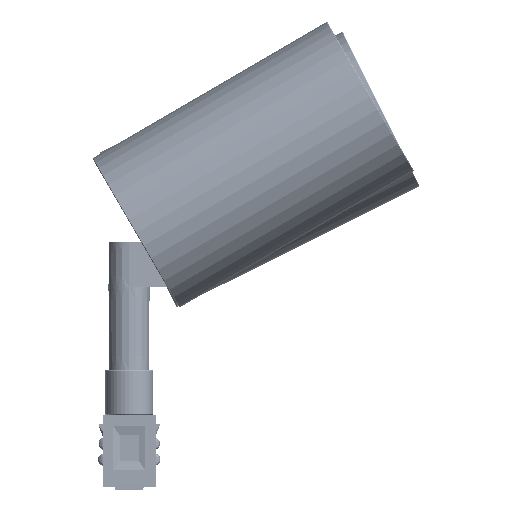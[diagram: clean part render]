
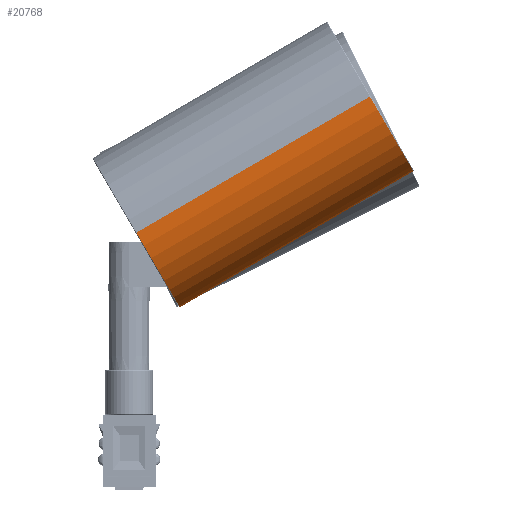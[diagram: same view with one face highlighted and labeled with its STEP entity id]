
A CAD part, left-side view. The second image highlights one B-rep face of the part: STEP entity #20768.
In plain terms, the highlighted cylindrical face has radius 27 mm (diameter 54 mm), a partial arc.
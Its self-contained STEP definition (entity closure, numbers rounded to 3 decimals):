
#3361 = EDGE_CURVE ( 'NONE', #15475, #33804, #88894, .T. ) ;
#6401 = ORIENTED_EDGE ( 'NONE', *, *, #54218, .T. ) ;
#13362 = DIRECTION ( 'NONE',  ( 0., 0., -1. ) ) ;
#14211 = ORIENTED_EDGE ( 'NONE', *, *, #95881, .T. ) ;
#15475 = VERTEX_POINT ( 'NONE', #93909 ) ;
#19122 = DIRECTION ( 'NONE',  ( 0., 0., -1. ) ) ;
#19658 = CARTESIAN_POINT ( 'NONE',  ( -27., 0., -113.945 ) ) ;
#20768 = ADVANCED_FACE ( 'NONE', ( #110859 ), #84404, .T. ) ;
#22193 = AXIS2_PLACEMENT_3D ( 'NONE', #128170, #96936, #47771 ) ;
#23605 = EDGE_LOOP ( 'NONE', ( #62474, #6401, #14211, #43926 ) ) ;
#25636 = EDGE_CURVE ( 'NONE', #91056, #33804, #108157, .T. ) ;
#27826 = CARTESIAN_POINT ( 'NONE',  ( 0., 0., -113.945 ) ) ;
#33194 = LINE ( 'NONE', #19658, #68975 ) ;
#33804 = VERTEX_POINT ( 'NONE', #77987 ) ;
#41963 = CARTESIAN_POINT ( 'NONE',  ( -27., 0., -84.8 ) ) ;
#43477 = DIRECTION ( 'NONE',  ( -1., 0., 0. ) ) ;
#43926 = ORIENTED_EDGE ( 'NONE', *, *, #25636, .T. ) ;
#44397 = AXIS2_PLACEMENT_3D ( 'NONE', #83034, #73505, #43477 ) ;
#47771 = DIRECTION ( 'NONE',  ( 1., 0., 0. ) ) ;
#48873 = CARTESIAN_POINT ( 'NONE',  ( -27., 0., -0.2 ) ) ;
#51768 = VERTEX_POINT ( 'NONE', #48873 ) ;
#54218 = EDGE_CURVE ( 'NONE', #15475, #51768, #94621, .T. ) ;
#62474 = ORIENTED_EDGE ( 'NONE', *, *, #3361, .F. ) ;
#68975 = VECTOR ( 'NONE', #108374, 1000. ) ;
#73505 = DIRECTION ( 'NONE',  ( 0., 0., -1. ) ) ;
#77987 = CARTESIAN_POINT ( 'NONE',  ( 27., 0., -84.8 ) ) ;
#83034 = CARTESIAN_POINT ( 'NONE',  ( 0., 0., -0.2 ) ) ;
#84404 = CYLINDRICAL_SURFACE ( 'NONE', #128475, 27. ) ;
#88894 = LINE ( 'NONE', #94185, #104511 ) ;
#91056 = VERTEX_POINT ( 'NONE', #41963 ) ;
#93909 = CARTESIAN_POINT ( 'NONE',  ( 27., 0., -0.2 ) ) ;
#94185 = CARTESIAN_POINT ( 'NONE',  ( 27., 0., -113.945 ) ) ;
#94621 = CIRCLE ( 'NONE', #44397, 27. ) ;
#95881 = EDGE_CURVE ( 'NONE', #51768, #91056, #33194, .T. ) ;
#96936 = DIRECTION ( 'NONE',  ( 0., 0., 1. ) ) ;
#104511 = VECTOR ( 'NONE', #13362, 1000. ) ;
#108157 = CIRCLE ( 'NONE', #22193, 27. ) ;
#108374 = DIRECTION ( 'NONE',  ( 0., 0., -1. ) ) ;
#110859 = FACE_OUTER_BOUND ( 'NONE', #23605, .T. ) ;
#127355 = DIRECTION ( 'NONE',  ( -1., 0., 0. ) ) ;
#128170 = CARTESIAN_POINT ( 'NONE',  ( 0., 0., -84.8 ) ) ;
#128475 = AXIS2_PLACEMENT_3D ( 'NONE', #27826, #19122, #127355 ) ;
